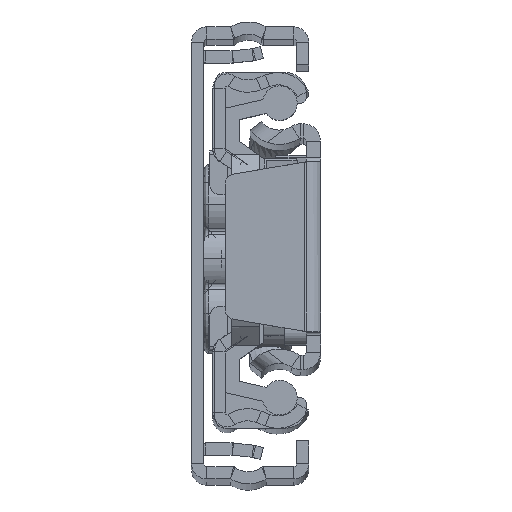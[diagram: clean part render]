
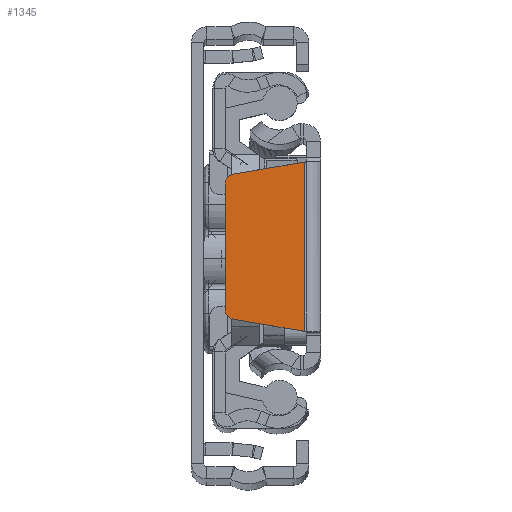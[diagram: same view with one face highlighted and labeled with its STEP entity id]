
A CAD part, top view. The second image highlights one B-rep face of the part: STEP entity #1345.
In plain terms, the highlighted planar face has unit normal (0, 0, 1).
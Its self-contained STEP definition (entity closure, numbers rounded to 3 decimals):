
#863 = CARTESIAN_POINT ( 'NONE',  ( -8.568, 7.142, 0. ) ) ;
#944 = CIRCLE ( 'NONE', #16409, 1. ) ;
#1338 = CARTESIAN_POINT ( 'NONE',  ( -1.5, 8.35, 0. ) ) ;
#1345 = ADVANCED_FACE ( 'NONE', ( #19870 ), #7326, .F. ) ;
#2230 = CARTESIAN_POINT ( 'NONE',  ( -1.6, 8.333, 0. ) ) ;
#2247 = ORIENTED_EDGE ( 'NONE', *, *, #6959, .F. ) ;
#2525 = DIRECTION ( 'NONE',  ( -1., 0., 0. ) ) ;
#3307 = VECTOR ( 'NONE', #19991, 1000. ) ;
#3710 = CIRCLE ( 'NONE', #19819, 1. ) ;
#3909 = VERTEX_POINT ( 'NONE', #2230 ) ;
#4037 = CARTESIAN_POINT ( 'NONE',  ( -8.568, -7.142, 0. ) ) ;
#4046 = ORIENTED_EDGE ( 'NONE', *, *, #15598, .F. ) ;
#4952 = CARTESIAN_POINT ( 'NONE',  ( -8.4, -6.156, 0. ) ) ;
#5093 = CARTESIAN_POINT ( 'NONE',  ( -9.4, -6.156, 0. ) ) ;
#5155 = DIRECTION ( 'NONE',  ( -1., 0., 0. ) ) ;
#6959 = EDGE_CURVE ( 'NONE', #20306, #19377, #944, .T. ) ;
#7326 = PLANE ( 'NONE',  #13079 ) ;
#7702 = VERTEX_POINT ( 'NONE', #5093 ) ;
#7934 = DIRECTION ( 'NONE',  ( -0.986, 0.168, 0. ) ) ;
#7938 = DIRECTION ( 'NONE',  ( 0.986, 0.168, 0. ) ) ;
#8933 = ORIENTED_EDGE ( 'NONE', *, *, #20339, .F. ) ;
#11380 = CARTESIAN_POINT ( 'NONE',  ( -8.4, 6.156, 0. ) ) ;
#11966 = CARTESIAN_POINT ( 'NONE',  ( -1.6, -8.333, 0. ) ) ;
#11980 = VERTEX_POINT ( 'NONE', #4037 ) ;
#12367 = EDGE_CURVE ( 'NONE', #3909, #19685, #13600, .T. ) ;
#12405 = VECTOR ( 'NONE', #7938, 1000. ) ;
#12971 = DIRECTION ( 'NONE',  ( -1., 0., 0. ) ) ;
#13079 = AXIS2_PLACEMENT_3D ( 'NONE', #17038, #16833, #2525 ) ;
#13108 = VECTOR ( 'NONE', #7934, 1000. ) ;
#13200 = LINE ( 'NONE', #17920, #18814 ) ;
#13600 = LINE ( 'NONE', #18413, #3307 ) ;
#13756 = ORIENTED_EDGE ( 'NONE', *, *, #19857, .F. ) ;
#14045 = CARTESIAN_POINT ( 'NONE',  ( -9.4, 6.156, 0. ) ) ;
#14437 = DIRECTION ( 'NONE',  ( 0., 0., -1. ) ) ;
#14478 = LINE ( 'NONE', #14590, #13108 ) ;
#14590 = CARTESIAN_POINT ( 'NONE',  ( -8.568, -7.142, 0. ) ) ;
#14669 = DIRECTION ( 'NONE',  ( 0., 1., 0. ) ) ;
#15122 = EDGE_LOOP ( 'NONE', ( #19468, #13756, #2247, #8933, #4046, #20064 ) ) ;
#15598 = EDGE_CURVE ( 'NONE', #11980, #7702, #3710, .T. ) ;
#15857 = LINE ( 'NONE', #1338, #12405 ) ;
#16409 = AXIS2_PLACEMENT_3D ( 'NONE', #11380, #14437, #12971 ) ;
#16833 = DIRECTION ( 'NONE',  ( 0., 0., -1. ) ) ;
#17038 = CARTESIAN_POINT ( 'NONE',  ( -8.4, 6.156, 0. ) ) ;
#17792 = DIRECTION ( 'NONE',  ( 0., 0., -1. ) ) ;
#17920 = CARTESIAN_POINT ( 'NONE',  ( -9.4, 6.156, 0. ) ) ;
#18413 = CARTESIAN_POINT ( 'NONE',  ( -1.6, -8.333, 0. ) ) ;
#18724 = EDGE_CURVE ( 'NONE', #19685, #11980, #14478, .T. ) ;
#18814 = VECTOR ( 'NONE', #14669, 1000. ) ;
#19377 = VERTEX_POINT ( 'NONE', #863 ) ;
#19468 = ORIENTED_EDGE ( 'NONE', *, *, #12367, .F. ) ;
#19685 = VERTEX_POINT ( 'NONE', #11966 ) ;
#19819 = AXIS2_PLACEMENT_3D ( 'NONE', #4952, #17792, #5155 ) ;
#19857 = EDGE_CURVE ( 'NONE', #19377, #3909, #15857, .T. ) ;
#19870 = FACE_OUTER_BOUND ( 'NONE', #15122, .T. ) ;
#19991 = DIRECTION ( 'NONE',  ( 0., -1., 0. ) ) ;
#20064 = ORIENTED_EDGE ( 'NONE', *, *, #18724, .F. ) ;
#20306 = VERTEX_POINT ( 'NONE', #14045 ) ;
#20339 = EDGE_CURVE ( 'NONE', #7702, #20306, #13200, .T. ) ;
